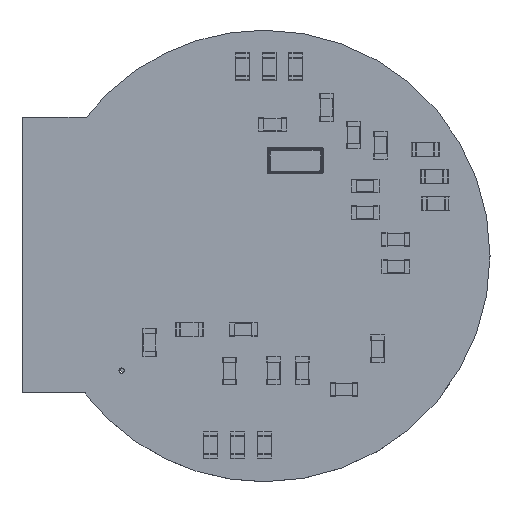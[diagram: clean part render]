
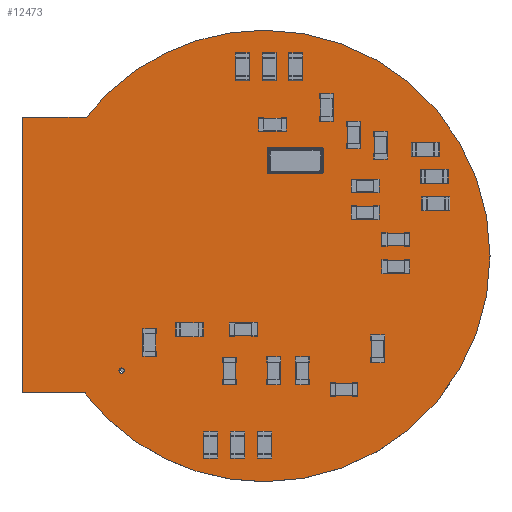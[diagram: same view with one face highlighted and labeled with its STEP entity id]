
A CAD part, top view. The second image highlights one B-rep face of the part: STEP entity #12473.
In plain terms, the highlighted planar face has unit normal (0, 0, 1).
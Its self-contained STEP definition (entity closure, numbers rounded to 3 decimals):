
#12320 = VERTEX_POINT('',#12321);
#12321 = CARTESIAN_POINT('',(208.36,-86.96,1.6));
#12327 = EDGE_CURVE('',#12320,#12328,#12330,.T.);
#12328 = VERTEX_POINT('',#12329);
#12329 = CARTESIAN_POINT('',(208.36,-112.96,1.6));
#12330 = CIRCLE('',#12331,13.);
#12331 = AXIS2_PLACEMENT_3D('',#12332,#12333,#12334);
#12332 = CARTESIAN_POINT('',(208.36,-99.96,1.6));
#12333 = DIRECTION('',(0.,0.,-1.));
#12334 = DIRECTION('',(0.,1.,0.));
#12362 = VERTEX_POINT('',#12363);
#12363 = CARTESIAN_POINT('',(198.11,-91.964,1.6));
#12369 = EDGE_CURVE('',#12362,#12320,#12370,.T.);
#12370 = CIRCLE('',#12371,13.);
#12371 = AXIS2_PLACEMENT_3D('',#12372,#12373,#12374);
#12372 = CARTESIAN_POINT('',(208.36,-99.96,1.6));
#12373 = DIRECTION('',(0.,0.,-1.));
#12374 = DIRECTION('',(-0.788,0.615,0.));
#12393 = EDGE_CURVE('',#12328,#12394,#12396,.T.);
#12394 = VERTEX_POINT('',#12395);
#12395 = CARTESIAN_POINT('',(198.118,-107.967,1.6));
#12396 = CIRCLE('',#12397,13.);
#12397 = AXIS2_PLACEMENT_3D('',#12398,#12399,#12400);
#12398 = CARTESIAN_POINT('',(208.36,-99.96,1.6));
#12399 = DIRECTION('',(0.,0.,-1.));
#12400 = DIRECTION('',(0.,-1.,0.));
#12473 = ADVANCED_FACE('',(#12474,#12509),#12520,.T.);
#12474 = FACE_BOUND('',#12475,.T.);
#12475 = EDGE_LOOP('',(#12476,#12477,#12478,#12486,#12494,#12502,#12508)
  );
#12476 = ORIENTED_EDGE('',*,*,#12327,.F.);
#12477 = ORIENTED_EDGE('',*,*,#12369,.F.);
#12478 = ORIENTED_EDGE('',*,*,#12479,.F.);
#12479 = EDGE_CURVE('',#12480,#12362,#12482,.T.);
#12480 = VERTEX_POINT('',#12481);
#12481 = CARTESIAN_POINT('',(194.43,-91.97,1.6));
#12482 = LINE('',#12483,#12484);
#12483 = CARTESIAN_POINT('',(194.43,-91.97,1.6));
#12484 = VECTOR('',#12485,1.);
#12485 = DIRECTION('',(1.,0.002,0.));
#12486 = ORIENTED_EDGE('',*,*,#12487,.F.);
#12487 = EDGE_CURVE('',#12488,#12480,#12490,.T.);
#12488 = VERTEX_POINT('',#12489);
#12489 = CARTESIAN_POINT('',(194.41,-107.83,1.6));
#12490 = LINE('',#12491,#12492);
#12491 = CARTESIAN_POINT('',(194.41,-107.83,1.6));
#12492 = VECTOR('',#12493,1.);
#12493 = DIRECTION('',(0.001,1.,0.));
#12494 = ORIENTED_EDGE('',*,*,#12495,.F.);
#12495 = EDGE_CURVE('',#12496,#12488,#12498,.T.);
#12496 = VERTEX_POINT('',#12497);
#12497 = CARTESIAN_POINT('',(198.07,-107.83,1.6));
#12498 = LINE('',#12499,#12500);
#12499 = CARTESIAN_POINT('',(198.07,-107.83,1.6));
#12500 = VECTOR('',#12501,1.);
#12501 = DIRECTION('',(-1.,0.,0.));
#12502 = ORIENTED_EDGE('',*,*,#12503,.F.);
#12503 = EDGE_CURVE('',#12394,#12496,#12504,.T.);
#12504 = LINE('',#12505,#12506);
#12505 = CARTESIAN_POINT('',(198.118,-107.967,1.6));
#12506 = VECTOR('',#12507,1.);
#12507 = DIRECTION('',(-0.333,0.943,0.));
#12508 = ORIENTED_EDGE('',*,*,#12393,.F.);
#12509 = FACE_BOUND('',#12510,.T.);
#12510 = EDGE_LOOP('',(#12511));
#12511 = ORIENTED_EDGE('',*,*,#12512,.T.);
#12512 = EDGE_CURVE('',#12513,#12513,#12515,.T.);
#12513 = VERTEX_POINT('',#12514);
#12514 = CARTESIAN_POINT('',(200.145,-106.71,1.6));
#12515 = CIRCLE('',#12516,0.15);
#12516 = AXIS2_PLACEMENT_3D('',#12517,#12518,#12519);
#12517 = CARTESIAN_POINT('',(200.145,-106.56,1.6));
#12518 = DIRECTION('',(-0.,0.,-1.));
#12519 = DIRECTION('',(0.,-1.,-0.));
#12520 = PLANE('',#12521);
#12521 = AXIS2_PLACEMENT_3D('',#12522,#12523,#12524);
#12522 = CARTESIAN_POINT('',(0.,0.,1.6));
#12523 = DIRECTION('',(0.,0.,1.));
#12524 = DIRECTION('',(1.,0.,-0.));
